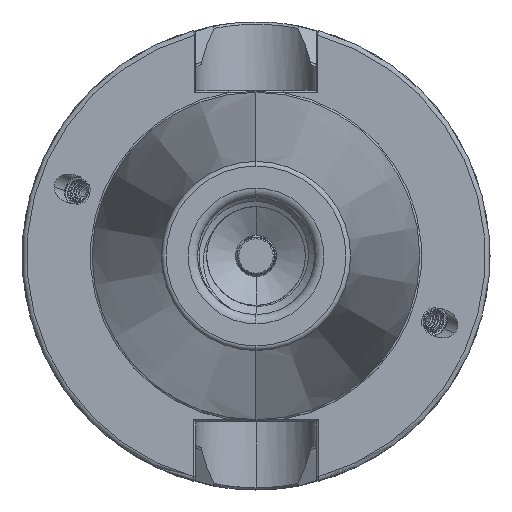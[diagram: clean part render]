
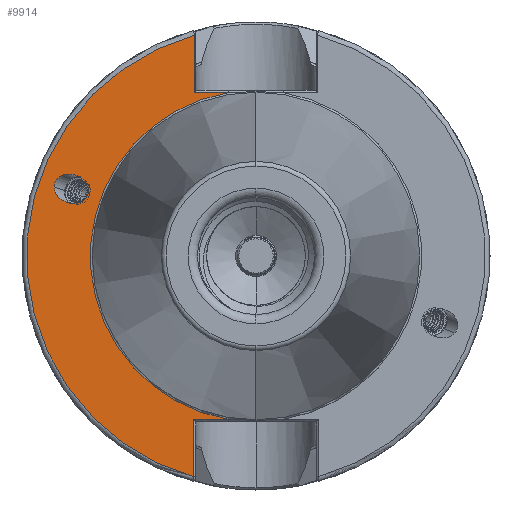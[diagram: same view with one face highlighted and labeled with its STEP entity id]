
A CAD part, left-side view. The second image highlights one B-rep face of the part: STEP entity #9914.
In plain terms, the highlighted planar face has unit normal (-1, 0, 0).
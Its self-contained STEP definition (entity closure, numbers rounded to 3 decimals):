
#60 = LINE ( 'NONE', #10200, #63 ) ;
#63 = VECTOR ( 'NONE', #10160, 1000. ) ;
#81 = VECTOR ( 'NONE', #12310, 1000. ) ;
#87 = LINE ( 'NONE', #12299, #81 ) ;
#90 = CIRCLE ( 'NONE', #22605, 49. ) ;
#2156 = DIRECTION ( 'NONE',  ( 0., 0., -1. ) ) ;
#2172 = CARTESIAN_POINT ( 'NONE',  ( 0., 35.398, 0. ) ) ;
#2174 = DIRECTION ( 'NONE',  ( 1., 0., 0. ) ) ;
#2193 = PLANE ( 'NONE',  #22824 ) ;
#2830 = EDGE_CURVE ( 'NONE', #18160, #18233, #4981, .T. ) ;
#2928 = EDGE_CURVE ( 'NONE', #18202, #18160, #4935, .T. ) ;
#4656 = VERTEX_POINT ( 'NONE', #10540 ) ;
#4662 = VERTEX_POINT ( 'NONE', #10541 ) ;
#4664 = VERTEX_POINT ( 'NONE', #10558 ) ;
#4715 = VERTEX_POINT ( 'NONE', #10060 ) ;
#4870 = VERTEX_POINT ( 'NONE', #10050 ) ;
#4896 = VERTEX_POINT ( 'NONE', #10051 ) ;
#4935 =( BOUNDED_CURVE ( )  B_SPLINE_CURVE ( 3, ( #21311, #21358, #21359, #21326 ),
 .UNSPECIFIED., .F., .F. ) 
 B_SPLINE_CURVE_WITH_KNOTS ( ( 4, 4 ),
 ( 2.852, 5.993 ),
 .UNSPECIFIED. ) 
 CURVE ( )  GEOMETRIC_REPRESENTATION_ITEM ( )  RATIONAL_B_SPLINE_CURVE ( ( 1., 0.333, 0.333, 1. ) ) 
 REPRESENTATION_ITEM ( '' )  );
#4981 =( BOUNDED_CURVE ( )  B_SPLINE_CURVE ( 3, ( #21047, #21030, #21042, #21034 ),
 .UNSPECIFIED., .F., .F. ) 
 B_SPLINE_CURVE_WITH_KNOTS ( ( 4, 4 ),
 ( 5.993, 6.283 ),
 .UNSPECIFIED. ) 
 CURVE ( )  GEOMETRIC_REPRESENTATION_ITEM ( )  RATIONAL_B_SPLINE_CURVE ( ( 1., 0.993, 0.993, 1. ) ) 
 REPRESENTATION_ITEM ( '' )  );
#5463 = CARTESIAN_POINT ( 'NONE',  ( 0., 35.816, 13.963 ) ) ;
#5527 = CARTESIAN_POINT ( 'NONE',  ( 0., 35.968, 13.091 ) ) ;
#5543 = CARTESIAN_POINT ( 'NONE',  ( 0., 43.118, 14.766 ) ) ;
#7931 = EDGE_LOOP ( 'NONE', ( #18069, #18063, #18062, #18066, #18040, #18034 ) ) ;
#7992 = EDGE_LOOP ( 'NONE', ( #18059, #18047, #18035 ) ) ;
#9252 =( BOUNDED_CURVE ( )  B_SPLINE_CURVE ( 3, ( #13772, #13795, #13777, #13773 ),
 .UNSPECIFIED., .F., .T. ) 
 B_SPLINE_CURVE_WITH_KNOTS ( ( 4, 4 ),
 ( 0., 2.852 ),
 .UNSPECIFIED. ) 
 CURVE ( )  GEOMETRIC_REPRESENTATION_ITEM ( )  RATIONAL_B_SPLINE_CURVE ( ( 1., 0.43, 0.43, 1. ) ) 
 REPRESENTATION_ITEM ( '' )  );
#9276 = EDGE_CURVE ( 'NONE', #4896, #4664, #60, .T. ) ;
#9294 = EDGE_CURVE ( 'NONE', #4656, #4870, #90, .T. ) ;
#9299 = EDGE_CURVE ( 'NONE', #4664, #4656, #87, .T. ) ;
#9729 = EDGE_CURVE ( 'NONE', #18233, #18202, #9252, .T. ) ;
#9733 = EDGE_CURVE ( 'NONE', #4870, #4715, #11802, .T. ) ;
#9736 = EDGE_CURVE ( 'NONE', #4715, #4662, #11803, .T. ) ;
#9745 = EDGE_CURVE ( 'NONE', #4896, #4662, #11826, .T. ) ;
#9914 = ADVANCED_FACE ( 'NONE', ( #10792, #10852 ), #2193, .F. ) ;
#10050 = CARTESIAN_POINT ( 'NONE',  ( 0., 13.279, -47.166 ) ) ;
#10051 = CARTESIAN_POINT ( 'NONE',  ( 0., 5.916, 34.9 ) ) ;
#10060 = CARTESIAN_POINT ( 'NONE',  ( 0., 13.279, -34.9 ) ) ;
#10160 = DIRECTION ( 'NONE',  ( 0., 1., 0. ) ) ;
#10200 = CARTESIAN_POINT ( 'NONE',  ( 0., 12.85, 34.9 ) ) ;
#10540 = CARTESIAN_POINT ( 'NONE',  ( 0., 13.194, 47.19 ) ) ;
#10541 = CARTESIAN_POINT ( 'NONE',  ( 0., 5.916, -34.9 ) ) ;
#10558 = CARTESIAN_POINT ( 'NONE',  ( 0., 13.194, 34.9 ) ) ;
#10792 = FACE_BOUND ( 'NONE', #7992, .T. ) ;
#10852 = FACE_OUTER_BOUND ( 'NONE', #7931, .T. ) ;
#11790 = VECTOR ( 'NONE', #13770, 1000. ) ;
#11802 = LINE ( 'NONE', #13792, #11790 ) ;
#11803 = LINE ( 'NONE', #13798, #11837 ) ;
#11826 = CIRCLE ( 'NONE', #22698, 35.398 ) ;
#11837 = VECTOR ( 'NONE', #13774, 1000. ) ;
#12291 = CARTESIAN_POINT ( 'NONE',  ( 0., 0., 0. ) ) ;
#12298 = DIRECTION ( 'NONE',  ( -1., 0., 0. ) ) ;
#12299 = CARTESIAN_POINT ( 'NONE',  ( 0., 13.194, 47.285 ) ) ;
#12310 = DIRECTION ( 'NONE',  ( 0., 0., 1. ) ) ;
#12324 = DIRECTION ( 'NONE',  ( 0., 0., 1. ) ) ;
#13770 = DIRECTION ( 'NONE',  ( 0., 0., 1. ) ) ;
#13772 = CARTESIAN_POINT ( 'NONE',  ( 0., 35.968, 13.091 ) ) ;
#13773 = CARTESIAN_POINT ( 'NONE',  ( 0., 43.118, 14.766 ) ) ;
#13774 = DIRECTION ( 'NONE',  ( 0., -1., 0. ) ) ;
#13777 = CARTESIAN_POINT ( 'NONE',  ( 0., 43.118, 9.99 ) ) ;
#13792 = CARTESIAN_POINT ( 'NONE',  ( 0., 13.279, 0. ) ) ;
#13795 = CARTESIAN_POINT ( 'NONE',  ( 0., 37.57, 8.69 ) ) ;
#13798 = CARTESIAN_POINT ( 'NONE',  ( 0., 35.398, -34.9 ) ) ;
#13808 = CARTESIAN_POINT ( 'NONE',  ( 0., 0., 0. ) ) ;
#13809 = DIRECTION ( 'NONE',  ( -1., 0., 0. ) ) ;
#13815 = DIRECTION ( 'NONE',  ( 0., 0., 1. ) ) ;
#18034 = ORIENTED_EDGE ( 'NONE', *, *, #9299, .T. ) ;
#18035 = ORIENTED_EDGE ( 'NONE', *, *, #2830, .T. ) ;
#18040 = ORIENTED_EDGE ( 'NONE', *, *, #9276, .T. ) ;
#18047 = ORIENTED_EDGE ( 'NONE', *, *, #2928, .T. ) ;
#18059 = ORIENTED_EDGE ( 'NONE', *, *, #9729, .T. ) ;
#18062 = ORIENTED_EDGE ( 'NONE', *, *, #9736, .T. ) ;
#18063 = ORIENTED_EDGE ( 'NONE', *, *, #9733, .T. ) ;
#18066 = ORIENTED_EDGE ( 'NONE', *, *, #9745, .F. ) ;
#18069 = ORIENTED_EDGE ( 'NONE', *, *, #9294, .T. ) ;
#18160 = VERTEX_POINT ( 'NONE', #5463 ) ;
#18202 = VERTEX_POINT ( 'NONE', #5543 ) ;
#18233 = VERTEX_POINT ( 'NONE', #5527 ) ;
#21030 = CARTESIAN_POINT ( 'NONE',  ( 0., 35.816, 13.662 ) ) ;
#21034 = CARTESIAN_POINT ( 'NONE',  ( 0., 35.968, 13.091 ) ) ;
#21042 = CARTESIAN_POINT ( 'NONE',  ( 0., 35.867, 13.369 ) ) ;
#21047 = CARTESIAN_POINT ( 'NONE',  ( 0., 35.816, 13.963 ) ) ;
#21311 = CARTESIAN_POINT ( 'NONE',  ( 0., 43.118, 14.766 ) ) ;
#21326 = CARTESIAN_POINT ( 'NONE',  ( 0., 35.816, 13.963 ) ) ;
#21358 = CARTESIAN_POINT ( 'NONE',  ( 0., 43.118, 20.987 ) ) ;
#21359 = CARTESIAN_POINT ( 'NONE',  ( 0., 35.816, 20.184 ) ) ;
#22605 = AXIS2_PLACEMENT_3D ( 'NONE', #12291, #12298, #12324 ) ;
#22698 = AXIS2_PLACEMENT_3D ( 'NONE', #13808, #13809, #13815 ) ;
#22824 = AXIS2_PLACEMENT_3D ( 'NONE', #2172, #2174, #2156 ) ;
